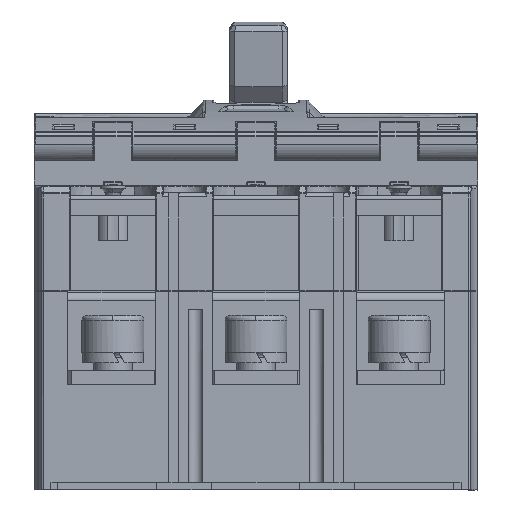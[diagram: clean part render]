
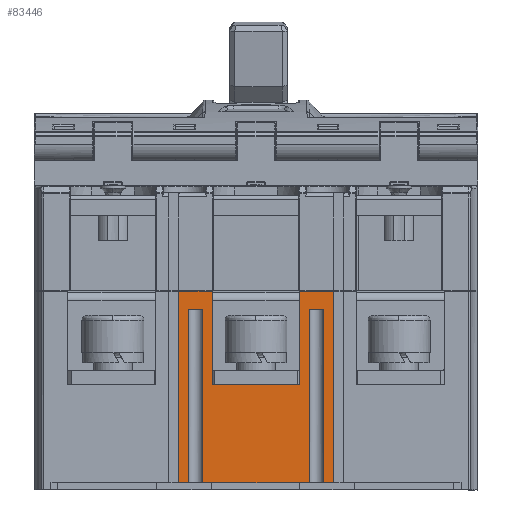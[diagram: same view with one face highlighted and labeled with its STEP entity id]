
A CAD part, front view. The second image highlights one B-rep face of the part: STEP entity #83446.
In plain terms, the highlighted planar face has unit normal (0, -1, 0).
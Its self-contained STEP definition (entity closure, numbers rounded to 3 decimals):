
#752 = CARTESIAN_POINT ( 'NONE',  ( 30.24, 0., -41.2 ) ) ;
#4485 = VERTEX_POINT ( 'NONE', #32226 ) ;
#7260 = EDGE_CURVE ( 'NONE', #93295, #137458, #96266, .T. ) ;
#7310 = EDGE_CURVE ( 'NONE', #26815, #206015, #178898, .T. ) ;
#7632 = LINE ( 'NONE', #45177, #75056 ) ;
#8484 = CARTESIAN_POINT ( 'NONE',  ( 55.65, 0., -20.6 ) ) ;
#11158 = VERTEX_POINT ( 'NONE', #8484 ) ;
#11290 = VECTOR ( 'NONE', #68997, 1000. ) ;
#13339 = LINE ( 'NONE', #84933, #178336 ) ;
#13459 = VERTEX_POINT ( 'NONE', #116079 ) ;
#15455 = DIRECTION ( 'NONE',  ( 0., 0., -1. ) ) ;
#20064 = VECTOR ( 'NONE', #170951, 1000. ) ;
#22376 = VERTEX_POINT ( 'NONE', #104983 ) ;
#23858 = DIRECTION ( 'NONE',  ( -1., 0., 0. ) ) ;
#25122 = CARTESIAN_POINT ( 'NONE',  ( 32.35, 0., -4.9 ) ) ;
#25959 = VECTOR ( 'NONE', #135521, 1000. ) ;
#26281 = EDGE_CURVE ( 'NONE', #93295, #97576, #73505, .T. ) ;
#26815 = VERTEX_POINT ( 'NONE', #179279 ) ;
#28717 = CARTESIAN_POINT ( 'NONE',  ( 30.24, 0., -45.9 ) ) ;
#29286 = DIRECTION ( 'NONE',  ( 1., 0., 0. ) ) ;
#31065 = EDGE_CURVE ( 'NONE', #66852, #13459, #58280, .T. ) ;
#31288 = LINE ( 'NONE', #28717, #191270 ) ;
#31999 = VECTOR ( 'NONE', #180479, 1000. ) ;
#32226 = CARTESIAN_POINT ( 'NONE',  ( 30.24, 0., -1. ) ) ;
#42771 = CARTESIAN_POINT ( 'NONE',  ( 37.35, 0., -20.6 ) ) ;
#44185 = DIRECTION ( 'NONE',  ( 0., 0., -1. ) ) ;
#45177 = CARTESIAN_POINT ( 'NONE',  ( 30.6, 0., -20.6 ) ) ;
#46407 = LINE ( 'NONE', #164372, #156422 ) ;
#46499 = DIRECTION ( 'NONE',  ( 0., 0., -1. ) ) ;
#47624 = LINE ( 'NONE', #122798, #20064 ) ;
#47946 = VERTEX_POINT ( 'NONE', #152337 ) ;
#49581 = EDGE_CURVE ( 'NONE', #26815, #66852, #47624, .T. ) ;
#52295 = ORIENTED_EDGE ( 'NONE', *, *, #193664, .T. ) ;
#52411 = VERTEX_POINT ( 'NONE', #94151 ) ;
#53053 = ORIENTED_EDGE ( 'NONE', *, *, #26281, .T. ) ;
#56048 = CARTESIAN_POINT ( 'NONE',  ( 211.5, 0., -41.2 ) ) ;
#56428 = ORIENTED_EDGE ( 'NONE', *, *, #60646, .T. ) ;
#58280 = LINE ( 'NONE', #129911, #68264 ) ;
#60646 = EDGE_CURVE ( 'NONE', #13459, #155453, #112675, .T. ) ;
#61380 = EDGE_CURVE ( 'NONE', #97576, #201655, #207190, .T. ) ;
#64420 = ORIENTED_EDGE ( 'NONE', *, *, #31065, .T. ) ;
#66852 = VERTEX_POINT ( 'NONE', #76783 ) ;
#67545 = ORIENTED_EDGE ( 'NONE', *, *, #125809, .T. ) ;
#68264 = VECTOR ( 'NONE', #164141, 1000. ) ;
#68609 = EDGE_CURVE ( 'NONE', #68811, #52411, #178185, .T. ) ;
#68811 = VERTEX_POINT ( 'NONE', #42771 ) ;
#68997 = DIRECTION ( 'NONE',  ( -1., 0., 0. ) ) ;
#69214 = DIRECTION ( 'NONE',  ( 0., -1., 0. ) ) ;
#70715 = DIRECTION ( 'NONE',  ( 0., 0., 1. ) ) ;
#73505 = LINE ( 'NONE', #119451, #25959 ) ;
#75056 = VECTOR ( 'NONE', #138897, 1000. ) ;
#76783 = CARTESIAN_POINT ( 'NONE',  ( 57.65, 0., -4.9 ) ) ;
#79831 = CARTESIAN_POINT ( 'NONE',  ( 60.65, 0., -41.2 ) ) ;
#83084 = VECTOR ( 'NONE', #86734, 1000. ) ;
#83446 = ADVANCED_FACE ( 'NONE', ( #183654 ), #197748, .T. ) ;
#84064 = EDGE_CURVE ( 'NONE', #47946, #22376, #13339, .T. ) ;
#84933 = CARTESIAN_POINT ( 'NONE',  ( 30.6, 0., -1. ) ) ;
#86734 = DIRECTION ( 'NONE',  ( 0., 0., 1. ) ) ;
#93258 = DIRECTION ( 'NONE',  ( 0., 0., -1. ) ) ;
#93295 = VERTEX_POINT ( 'NONE', #205995 ) ;
#94151 = CARTESIAN_POINT ( 'NONE',  ( 37.35, 0., -1. ) ) ;
#95107 = ORIENTED_EDGE ( 'NONE', *, *, #119745, .T. ) ;
#96266 = LINE ( 'NONE', #162648, #11290 ) ;
#97197 = CARTESIAN_POINT ( 'NONE',  ( 55.65, 0., -43.7 ) ) ;
#97576 = VERTEX_POINT ( 'NONE', #25122 ) ;
#97977 = VECTOR ( 'NONE', #101400, 1000. ) ;
#100234 = VECTOR ( 'NONE', #93258, 1000. ) ;
#101315 = CARTESIAN_POINT ( 'NONE',  ( 30.6, 0., -43.7 ) ) ;
#101400 = DIRECTION ( 'NONE',  ( -1., 0., 0. ) ) ;
#104581 = EDGE_CURVE ( 'NONE', #4485, #137458, #31288, .T. ) ;
#104983 = CARTESIAN_POINT ( 'NONE',  ( 55.65, 0., -1. ) ) ;
#107362 = ORIENTED_EDGE ( 'NONE', *, *, #61380, .T. ) ;
#109592 = ORIENTED_EDGE ( 'NONE', *, *, #104581, .T. ) ;
#112357 = ORIENTED_EDGE ( 'NONE', *, *, #49581, .T. ) ;
#112675 = LINE ( 'NONE', #126155, #100234 ) ;
#116079 = CARTESIAN_POINT ( 'NONE',  ( 60.65, 0., -4.9 ) ) ;
#117407 = DIRECTION ( 'NONE',  ( 0., 0., -1. ) ) ;
#119451 = CARTESIAN_POINT ( 'NONE',  ( 32.35, 0., -43.7 ) ) ;
#119745 = EDGE_CURVE ( 'NONE', #173226, #47946, #46407, .T. ) ;
#122798 = CARTESIAN_POINT ( 'NONE',  ( 57.65, 0., -43.7 ) ) ;
#123009 = CARTESIAN_POINT ( 'NONE',  ( 62.796, 0., -41.2 ) ) ;
#123013 = ORIENTED_EDGE ( 'NONE', *, *, #84064, .T. ) ;
#125809 = EDGE_CURVE ( 'NONE', #201655, #206015, #197678, .T. ) ;
#126155 = CARTESIAN_POINT ( 'NONE',  ( 60.65, 0., -43.7 ) ) ;
#127122 = LINE ( 'NONE', #97197, #154562 ) ;
#128219 = ORIENTED_EDGE ( 'NONE', *, *, #173111, .T. ) ;
#129911 = CARTESIAN_POINT ( 'NONE',  ( 30.6, 0., -4.9 ) ) ;
#130105 = CARTESIAN_POINT ( 'NONE',  ( 30.6, 0., -1. ) ) ;
#131670 = CARTESIAN_POINT ( 'NONE',  ( 211.5, 0., -41.2 ) ) ;
#132468 = ORIENTED_EDGE ( 'NONE', *, *, #68609, .T. ) ;
#135521 = DIRECTION ( 'NONE',  ( 0., 0., 1. ) ) ;
#137458 = VERTEX_POINT ( 'NONE', #752 ) ;
#138164 = ORIENTED_EDGE ( 'NONE', *, *, #7310, .F. ) ;
#138897 = DIRECTION ( 'NONE',  ( -1., 0., 0. ) ) ;
#141491 = CARTESIAN_POINT ( 'NONE',  ( 35.35, 0., -41.2 ) ) ;
#141531 = EDGE_CURVE ( 'NONE', #173226, #155453, #142149, .T. ) ;
#142149 = LINE ( 'NONE', #131670, #31999 ) ;
#144929 = CARTESIAN_POINT ( 'NONE',  ( 35.35, 0., -43.7 ) ) ;
#145393 = AXIS2_PLACEMENT_3D ( 'NONE', #101315, #69214, #117407 ) ;
#152337 = CARTESIAN_POINT ( 'NONE',  ( 62.796, 0., -1. ) ) ;
#154405 = CARTESIAN_POINT ( 'NONE',  ( 30.6, 0., -4.9 ) ) ;
#154562 = VECTOR ( 'NONE', #15455, 1000. ) ;
#155453 = VERTEX_POINT ( 'NONE', #79831 ) ;
#156422 = VECTOR ( 'NONE', #70715, 1000. ) ;
#162648 = CARTESIAN_POINT ( 'NONE',  ( 211.5, 0., -41.2 ) ) ;
#164141 = DIRECTION ( 'NONE',  ( 1., 0., 0. ) ) ;
#164372 = CARTESIAN_POINT ( 'NONE',  ( 62.796, 0., -43.7 ) ) ;
#165754 = CARTESIAN_POINT ( 'NONE',  ( 37.35, 0., -43.7 ) ) ;
#166918 = ORIENTED_EDGE ( 'NONE', *, *, #190221, .T. ) ;
#170951 = DIRECTION ( 'NONE',  ( 0., 0., 1. ) ) ;
#172547 = VECTOR ( 'NONE', #46499, 1000. ) ;
#173111 = EDGE_CURVE ( 'NONE', #52411, #4485, #183008, .T. ) ;
#173226 = VERTEX_POINT ( 'NONE', #123009 ) ;
#176281 = VECTOR ( 'NONE', #23858, 1000. ) ;
#178185 = LINE ( 'NONE', #165754, #83084 ) ;
#178336 = VECTOR ( 'NONE', #186233, 1000. ) ;
#178898 = LINE ( 'NONE', #56048, #176281 ) ;
#179279 = CARTESIAN_POINT ( 'NONE',  ( 57.65, 0., -41.2 ) ) ;
#180479 = DIRECTION ( 'NONE',  ( -1., 0., 0. ) ) ;
#181343 = CARTESIAN_POINT ( 'NONE',  ( 35.35, 0., -4.9 ) ) ;
#182041 = VECTOR ( 'NONE', #29286, 1000. ) ;
#183008 = LINE ( 'NONE', #130105, #97977 ) ;
#183654 = FACE_OUTER_BOUND ( 'NONE', #191726, .T. ) ;
#186233 = DIRECTION ( 'NONE',  ( -1., 0., 0. ) ) ;
#190221 = EDGE_CURVE ( 'NONE', #11158, #68811, #7632, .T. ) ;
#191270 = VECTOR ( 'NONE', #44185, 1000. ) ;
#191726 = EDGE_LOOP ( 'NONE', ( #95107, #123013, #52295, #166918, #132468, #128219, #109592, #198829, #53053, #107362, #67545, #138164, #112357, #64420, #56428, #192561 ) ) ;
#192561 = ORIENTED_EDGE ( 'NONE', *, *, #141531, .F. ) ;
#193664 = EDGE_CURVE ( 'NONE', #22376, #11158, #127122, .T. ) ;
#197678 = LINE ( 'NONE', #144929, #172547 ) ;
#197748 = PLANE ( 'NONE',  #145393 ) ;
#198829 = ORIENTED_EDGE ( 'NONE', *, *, #7260, .F. ) ;
#201655 = VERTEX_POINT ( 'NONE', #181343 ) ;
#205995 = CARTESIAN_POINT ( 'NONE',  ( 32.35, 0., -41.2 ) ) ;
#206015 = VERTEX_POINT ( 'NONE', #141491 ) ;
#207190 = LINE ( 'NONE', #154405, #182041 ) ;
